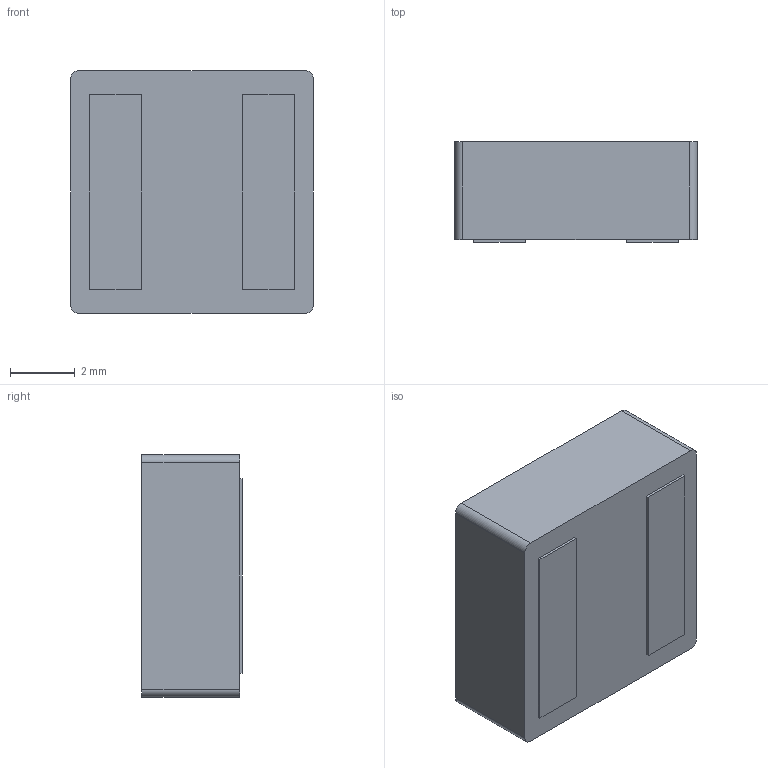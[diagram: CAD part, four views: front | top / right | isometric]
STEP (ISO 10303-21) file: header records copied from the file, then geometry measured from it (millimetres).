
FILE_DESCRIPTION (( 'STEP AP214' ), '1' );
FILE_NAME ('User Library-XAL7030-472.STEP', '2016-12-10T15:12:11', ( 'Windows User' ), ( '' ), 'SwSTEP 2.0', 'SolidWorks 2016', '' );
FILE_SCHEMA (( 'AUTOMOTIVE_DESIGN' ));
Length unit declared in the file: inch
Products named in the file (1): User Library-XAL7030-472
Bounding box: 7.49 x 3.1 x 7.49 mm (x, y, z)
Volume: 170.9 mm3; surface area: 242.1 mm2
Topology: 3 solids, 3 shells, 28 faces, 94 edges, 78 vertices
Faces by surface type: plane 24, cylinder 4
Entity records: 1530 total; most frequent: CARTESIAN_POINT 316, ORIENTED_EDGE 188, DIRECTION 150, EDGE_CURVE 94, VERTEX_POINT 78, VECTOR 76, LINE 76, AXIS2_PLACEMENT_3D 37
